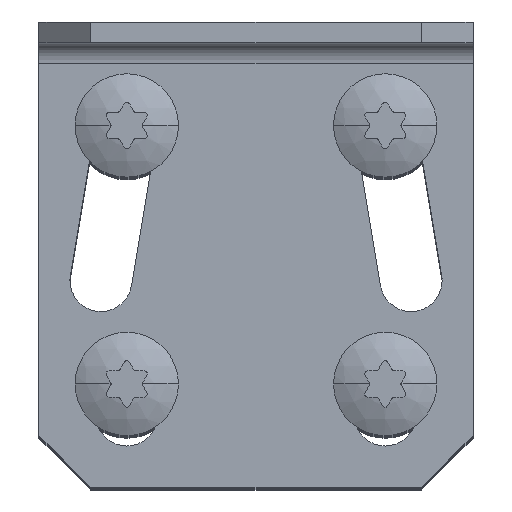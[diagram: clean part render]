
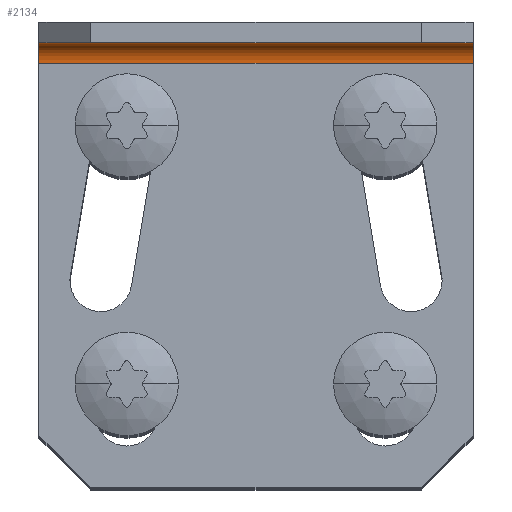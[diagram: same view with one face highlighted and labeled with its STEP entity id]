
A CAD part, top view. The second image highlights one B-rep face of the part: STEP entity #2134.
In plain terms, the highlighted cylindrical face has radius 2 mm (diameter 4 mm), a partial arc.
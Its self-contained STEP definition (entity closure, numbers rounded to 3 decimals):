
#209 = VERTEX_POINT ( 'NONE', #1385 ) ;
#266 = ORIENTED_EDGE ( 'NONE', *, *, #2757, .F. ) ;
#270 = CARTESIAN_POINT ( 'NONE',  ( 21., 18.5, 2. ) ) ;
#351 = VERTEX_POINT ( 'NONE', #742 ) ;
#567 = DIRECTION ( 'NONE',  ( -1., 0., 0. ) ) ;
#644 = CARTESIAN_POINT ( 'NONE',  ( 21., 20.5, 4. ) ) ;
#734 = VECTOR ( 'NONE', #4130, 1000. ) ;
#742 = CARTESIAN_POINT ( 'NONE',  ( -21., 20.5, 4. ) ) ;
#848 = FACE_OUTER_BOUND ( 'NONE', #3712, .T. ) ;
#900 = CYLINDRICAL_SURFACE ( 'NONE', #2734, 2. ) ;
#1064 = DIRECTION ( 'NONE',  ( -1., 0., 0. ) ) ;
#1098 = AXIS2_PLACEMENT_3D ( 'NONE', #3889, #3162, #1511 ) ;
#1201 = EDGE_CURVE ( 'NONE', #4279, #351, #1837, .T. ) ;
#1385 = CARTESIAN_POINT ( 'NONE',  ( 21., 18.5, 2. ) ) ;
#1511 = DIRECTION ( 'NONE',  ( 0., 0., -1. ) ) ;
#1536 = VECTOR ( 'NONE', #567, 1000. ) ;
#1617 = ORIENTED_EDGE ( 'NONE', *, *, #3389, .F. ) ;
#1651 = DIRECTION ( 'NONE',  ( 0., 0., -1. ) ) ;
#1692 = ORIENTED_EDGE ( 'NONE', *, *, #1201, .T. ) ;
#1781 = VERTEX_POINT ( 'NONE', #2314 ) ;
#1837 = LINE ( 'NONE', #3455, #734 ) ;
#2134 = ADVANCED_FACE ( 'NONE', ( #848 ), #900, .F. ) ;
#2314 = CARTESIAN_POINT ( 'NONE',  ( -21., 18.5, 2. ) ) ;
#2734 = AXIS2_PLACEMENT_3D ( 'NONE', #3726, #1064, #4069 ) ;
#2757 = EDGE_CURVE ( 'NONE', #209, #1781, #4082, .T. ) ;
#3022 = CARTESIAN_POINT ( 'NONE',  ( -21., 18.5, 4. ) ) ;
#3049 = DIRECTION ( 'NONE',  ( -1., 0., 0. ) ) ;
#3108 = ORIENTED_EDGE ( 'NONE', *, *, #3735, .T. ) ;
#3162 = DIRECTION ( 'NONE',  ( -1., 0., 0. ) ) ;
#3389 = EDGE_CURVE ( 'NONE', #4279, #209, #4232, .T. ) ;
#3455 = CARTESIAN_POINT ( 'NONE',  ( 21., 20.5, 4. ) ) ;
#3712 = EDGE_LOOP ( 'NONE', ( #3108, #266, #1617, #1692 ) ) ;
#3726 = CARTESIAN_POINT ( 'NONE',  ( 21., 18.5, 4. ) ) ;
#3735 = EDGE_CURVE ( 'NONE', #351, #1781, #4084, .T. ) ;
#3889 = CARTESIAN_POINT ( 'NONE',  ( 21., 18.5, 4. ) ) ;
#3922 = AXIS2_PLACEMENT_3D ( 'NONE', #3022, #3049, #1651 ) ;
#4069 = DIRECTION ( 'NONE',  ( 0., 0., 1. ) ) ;
#4082 = LINE ( 'NONE', #270, #1536 ) ;
#4084 = CIRCLE ( 'NONE', #3922, 2. ) ;
#4130 = DIRECTION ( 'NONE',  ( -1., 0., 0. ) ) ;
#4232 = CIRCLE ( 'NONE', #1098, 2. ) ;
#4279 = VERTEX_POINT ( 'NONE', #644 ) ;
